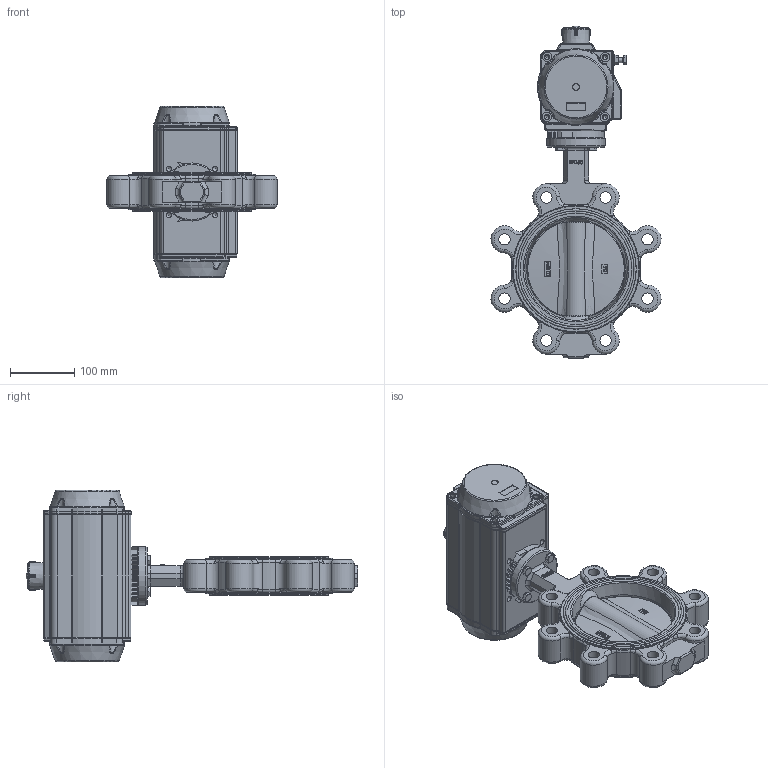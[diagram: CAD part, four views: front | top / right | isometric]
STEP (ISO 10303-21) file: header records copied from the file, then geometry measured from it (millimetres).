
FILE_DESCRIPTION(/* description */ ('Unknown'),/* implementation_level */ '2;1');
FILE_NAME(/* name */ 'PD07 5200_5210_5220-14',/* time_stamp */ '2025-04-03T10:55:23+02:00',/* author */ ('Unknown'),/* organization */ ('Unknown'),/* preprocessor_version */ 'ST-DEVELOPER v19.4',/* originating_system */ 'Solid Edge',/* authorisation */ 'Unknown');
FILE_SCHEMA (('AUTOMOTIVE_DESIGN {1 0 10303 214 3 1 1}'));
Products named in the file (22): PD07 5200_5210_5220-14; LUG-DN150; DN150概极; seat; disc; shaft1; shaft2; bushing1; Raster DN40- DN150; DIN 933 M8x35 A2-70 BLK_EDST; PD07_PE06; VTE110埴詰; vt110左端盖（模具厂）_MIR; vt110-2016-06-25; VT110-2 活塞; zhou110; DIN126-M8; WUERTH 03228 hexagonal nut DIN 934  M8 A2 BLK_EDST; Optische Anzeige; ______; ________(___________; cup head nib bolts with large head gb_GB_FASTENER_BOLT_CHNBW M6X25-N
Assembly tree (33 placements, depth 4):
  PD07 5200_5210_5220-14
    LUG-DN150
      DN150概极
      seat
      disc
      shaft1
      shaft2
      bushing1  x2
    Raster DN40- DN150
    DIN 933 M8x35 A2-70 BLK_EDST  x4
    PD07_PE06
      VTE110埴詰
      vt110左端盖（模具厂）_MIR
      vt110-2016-06-25
      VT110-2 活塞  x2
      zhou110
      DIN126-M8  x2
      WUERTH 03228 hexagonal nut DIN 934  M8 A2 BLK_EDST  x2
      DIN 933 M8x35 A2-70 BLK_EDST  x2
      Optische Anzeige
        ______
        ________(___________  x4
        cup head nib bolts with large head gb_GB_FASTENER_BOLT_CHNBW M6X25-N
Bounding box: 263.69 x 514.8 x 266 mm (x, y, z)
Volume: 3737445 mm3; surface area: 877886.3 mm2
Topology: 30 solids, 30 shells, 3424 faces, 8450 edges, 5201 vertices
Faces by surface type: plane 1080, cylinder 921, bspline 687, torus 438, cone 251, sphere 47
Full cylindrical faces by diameter (mm): 3 x16, 3.3 x8, 4.134 x8, 4.66 x1, 4.917 x1, 5 x1, 6 x2, 6.2 x1, 6.647 x14, 6.8 x8, 8 x6, 8.376 x6, 9 x2, 10 x4, 11.445 x2, 13 x8, 13.09 x1, 14 x8, 15 x3, 15.92 x2, 16 x2, 16.2 x1, 16.4 x1, 17.5 x8, 18.7 x1, 18.92 x3, 19.1 x2, 19.2 x2, 20 x4, 20.5 x1
Entity records: 106514 total; most frequent: CARTESIAN_POINT 46537, ORIENTED_EDGE 12836, DIRECTION 10934, EDGE_CURVE 6418, AXIS2_PLACEMENT_3D 4316, VERTEX_POINT 4173, FACE_BOUND 3321, EDGE_LOOP 3299
